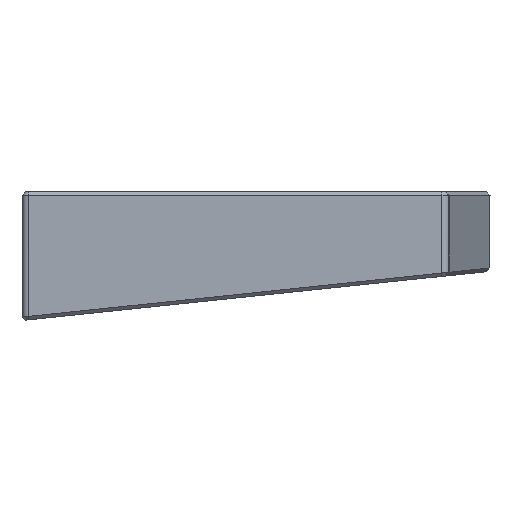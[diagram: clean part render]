
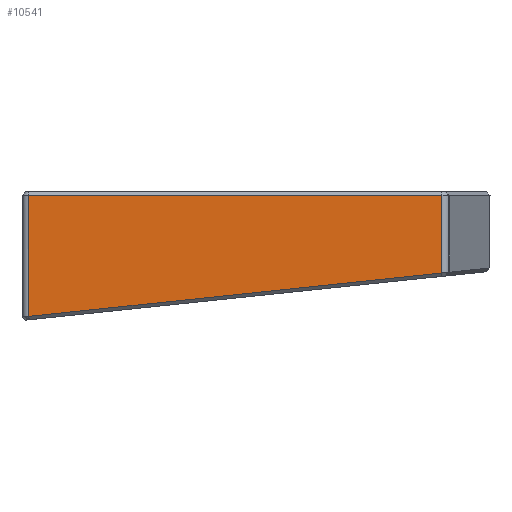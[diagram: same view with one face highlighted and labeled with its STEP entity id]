
A CAD part, left-side view. The second image highlights one B-rep face of the part: STEP entity #10541.
In plain terms, the highlighted planar face has unit normal (-1, 0, 0).
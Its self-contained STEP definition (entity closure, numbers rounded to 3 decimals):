
#202=B_SPLINE_CURVE_WITH_KNOTS('',3,(#17376,#17377,#17378,#17379),
 .UNSPECIFIED.,.F.,.F.,(4,4),(1.519,1.571),
 .UNSPECIFIED.);
#504=PLANE('',#11608);
#1052=FACE_OUTER_BOUND('',#1714,.T.);
#1714=EDGE_LOOP('',(#9141,#9142,#9143,#9144,#9145));
#2659=LINE('',#17322,#3673);
#2675=LINE('',#17365,#3689);
#2676=LINE('',#17373,#3690);
#2677=LINE('',#17375,#3691);
#3673=VECTOR('',#14314,10.);
#3689=VECTOR('',#14362,2.);
#3690=VECTOR('',#14365,2.);
#3691=VECTOR('',#14366,10.);
#5077=VERTEX_POINT('',#17316);
#5078=VERTEX_POINT('',#17320);
#5089=VERTEX_POINT('',#17364);
#5090=VERTEX_POINT('',#17372);
#5091=VERTEX_POINT('',#17374);
#6457=EDGE_CURVE('',#5077,#5078,#2659,.T.);
#6478=EDGE_CURVE('',#5089,#5078,#2675,.T.);
#6480=EDGE_CURVE('',#5090,#5077,#2676,.T.);
#6481=EDGE_CURVE('',#5091,#5090,#2677,.T.);
#6482=EDGE_CURVE('',#5089,#5091,#202,.T.);
#9141=ORIENTED_EDGE('',*,*,#6457,.F.);
#9142=ORIENTED_EDGE('',*,*,#6480,.F.);
#9143=ORIENTED_EDGE('',*,*,#6481,.F.);
#9144=ORIENTED_EDGE('',*,*,#6482,.F.);
#9145=ORIENTED_EDGE('',*,*,#6478,.T.);
#10541=ADVANCED_FACE('',(#1052),#504,.T.);
#11608=AXIS2_PLACEMENT_3D('',#17371,#14363,#14364);
#14314=DIRECTION('',(0.,-1.,0.));
#14362=DIRECTION('',(0.,0.,1.));
#14363=DIRECTION('center_axis',(-1.,0.,0.));
#14364=DIRECTION('ref_axis',(0.,-1.,0.));
#14365=DIRECTION('',(0.,0.,1.));
#14366=DIRECTION('',(0.,0.995,-0.105));
#17316=CARTESIAN_POINT('',(16.988,-59.434,13.1));
#17320=CARTESIAN_POINT('',(16.988,-180.396,13.1));
#17322=CARTESIAN_POINT('',(16.988,-94.79,13.1));
#17364=CARTESIAN_POINT('',(16.988,-180.396,-9.662));
#17365=CARTESIAN_POINT('',(16.988,-180.396,6.6));
#17371=CARTESIAN_POINT('Origin',(16.988,-59.434,6.6));
#17372=CARTESIAN_POINT('',(16.988,-59.434,-22.376));
#17373=CARTESIAN_POINT('',(16.988,-59.434,6.6));
#17374=CARTESIAN_POINT('',(16.988,-180.292,-9.673));
#17375=CARTESIAN_POINT('',(16.988,-131.,-14.854));
#17376=CARTESIAN_POINT('Ctrl Pts',(16.988,-180.396,-9.662));
#17377=CARTESIAN_POINT('Ctrl Pts',(16.988,-180.361,-9.666));
#17378=CARTESIAN_POINT('Ctrl Pts',(16.988,-180.326,-9.67));
#17379=CARTESIAN_POINT('Ctrl Pts',(16.988,-180.292,-9.673));
